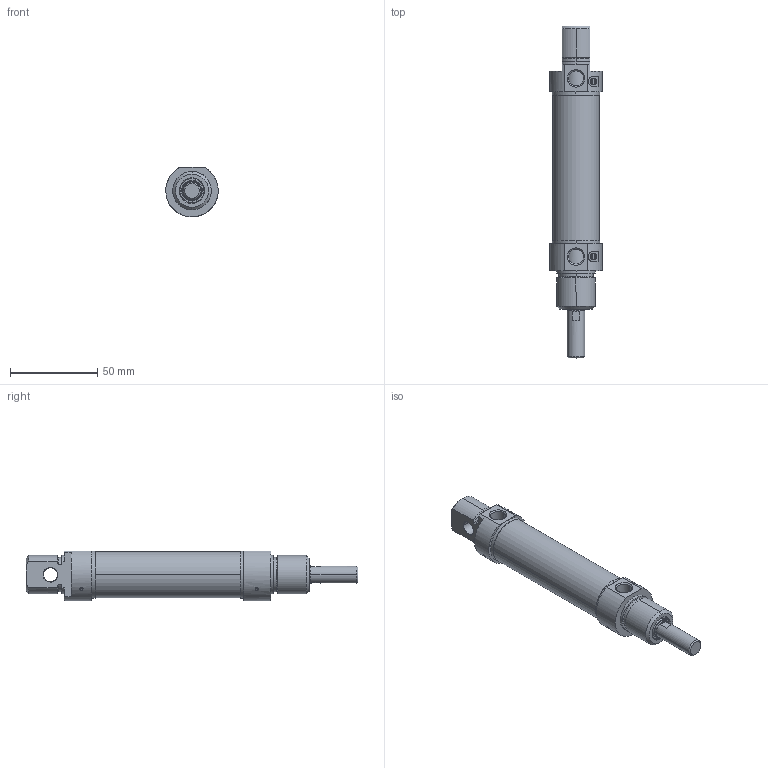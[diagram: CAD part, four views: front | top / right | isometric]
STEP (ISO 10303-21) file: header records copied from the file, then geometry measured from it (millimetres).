
FILE_DESCRIPTION (( 'STEP AP214' ), '1' );
FILE_NAME ('ODW25-050.STEP', '2020-04-16T16:44:43', ( '' ), ( '' ), 'SwSTEP 2.0', 'SolidWorks 2020', '' );
FILE_SCHEMA (( 'AUTOMOTIVE_DESIGN' ));
Length unit declared in the file: millimetre
Products named in the file (1): ODW25-050
Bounding box: 30 x 190 x 28.5 mm (x, y, z)
Surface area: 31167.3 mm2 (no closed solid volume)
Topology: 0 solids, 20 shells, 328 faces, 783 edges, 498 vertices
Faces by surface type: cylinder 111, cone 88, plane 71, torus 36, bspline 18, sphere 4
Entity records: 18434 total; most frequent: CARTESIAN_POINT 8329, ORIENTED_EDGE 1490, DIRECTION 965, EDGE_CURVE 769, VERTEX_POINT 492, B_SPLINE_CURVE_WITH_KNOTS 456, AXIS2_PLACEMENT_3D 393, EDGE_LOOP 371
